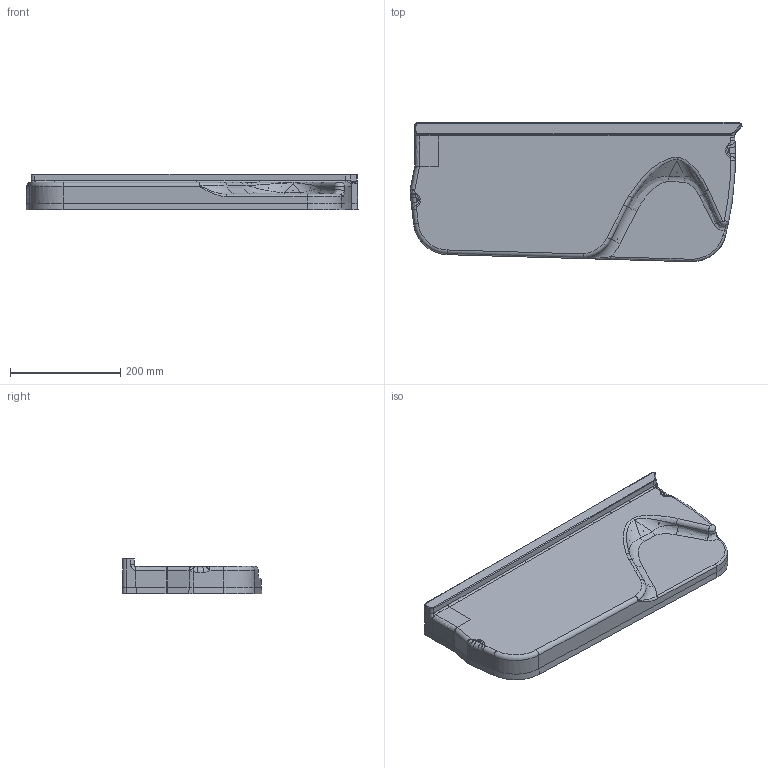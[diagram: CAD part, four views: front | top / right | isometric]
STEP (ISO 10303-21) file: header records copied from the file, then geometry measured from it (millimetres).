
FILE_DESCRIPTION(/* description */ (''),/* implementation_level */ '2;1');
FILE_NAME(/* name */ '1006030-342-2_FORMING TOOL.stp',/* time_stamp */ '2021-05-19T14:07:57+08:00',/* author */ (''),/* organization */ (''),/* preprocessor_version */ 'ST-DEVELOPER v16.7',/* originating_system */ 'SIEMENS PLM Software NX 1867',/* authorisation */ '');
FILE_SCHEMA (('AUTOMOTIVE_DESIGN { 1 0 10303 214 3 1 1 1 }'));
Length unit declared in the file: inch
Products named in the file (1): Pere3D8416D8bsxy
Bounding box: 601.17 x 252.81 x 64.63 mm (x, y, z)
Surface area: 473332.3 mm2 (no closed solid volume)
Topology: 0 solids, 474 shells, 474 faces, 2126 edges, 2000 vertices
Faces by surface type: cylinder 200, plane 108, bspline 71, cone 39, sphere 31, torus 20, extrusion 5
Full cylindrical faces by diameter (mm): 0.508 x25, 5.001 x25, 6.528 x10
Entity records: 31747 total; most frequent: CARTESIAN_POINT 12328, DIRECTION 3168, VERTEX_POINT 1971, ORIENTED_EDGE 1965, EDGE_CURVE 1962, AXIS2_PLACEMENT_3D 1248, CIRCLE 822, VECTOR 672
